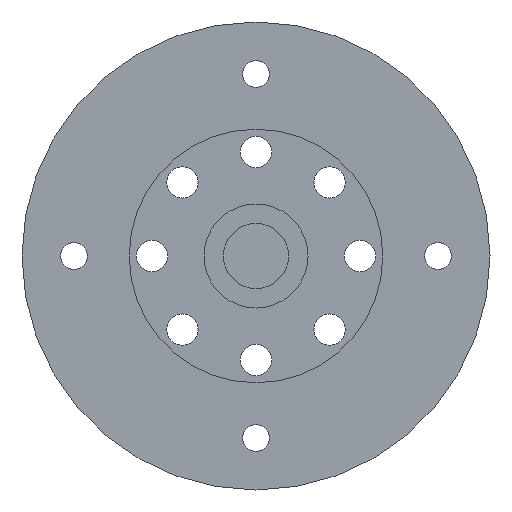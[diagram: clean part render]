
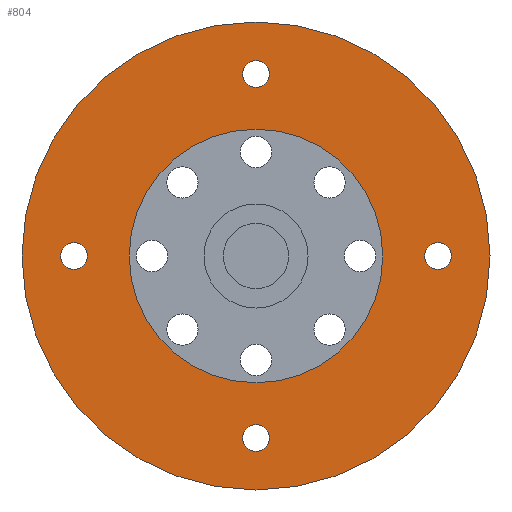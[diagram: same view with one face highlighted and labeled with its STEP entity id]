
A CAD part, left-side view. The second image highlights one B-rep face of the part: STEP entity #804.
In plain terms, the highlighted planar face has unit normal (-1, 0, 0).
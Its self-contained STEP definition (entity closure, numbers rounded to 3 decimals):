
#27 = VERTEX_POINT ( 'NONE', #495 ) ;
#31 = CARTESIAN_POINT ( 'NONE',  ( 7., 0., -15.025 ) ) ;
#44 = CARTESIAN_POINT ( 'NONE',  ( 7., -14., 0. ) ) ;
#71 = EDGE_CURVE ( 'NONE', #933, #155, #696, .T. ) ;
#82 = VERTEX_POINT ( 'NONE', #31 ) ;
#89 = ORIENTED_EDGE ( 'NONE', *, *, #1038, .T. ) ;
#125 = CARTESIAN_POINT ( 'NONE',  ( 7., 0., -14. ) ) ;
#137 = DIRECTION ( 'NONE',  ( 0., 0., -1. ) ) ;
#141 = CARTESIAN_POINT ( 'NONE',  ( 7., 0., 0. ) ) ;
#152 = CARTESIAN_POINT ( 'NONE',  ( 7., -14., 1.025 ) ) ;
#155 = VERTEX_POINT ( 'NONE', #1690 ) ;
#189 = EDGE_LOOP ( 'NONE', ( #1228, #241 ) ) ;
#228 = FACE_BOUND ( 'NONE', #1295, .T. ) ;
#241 = ORIENTED_EDGE ( 'NONE', *, *, #1446, .T. ) ;
#262 = DIRECTION ( 'NONE',  ( 0., 0., -1. ) ) ;
#268 = CIRCLE ( 'NONE', #1056, 1.025 ) ;
#303 = AXIS2_PLACEMENT_3D ( 'NONE', #1378, #1847, #912 ) ;
#312 = VERTEX_POINT ( 'NONE', #1916 ) ;
#316 = EDGE_CURVE ( 'NONE', #312, #1155, #268, .T. ) ;
#326 = EDGE_CURVE ( 'NONE', #883, #1204, #1294, .T. ) ;
#348 = DIRECTION ( 'NONE',  ( 1., 0., 0. ) ) ;
#374 = EDGE_LOOP ( 'NONE', ( #1145, #1350 ) ) ;
#389 = FACE_BOUND ( 'NONE', #374, .T. ) ;
#400 = DIRECTION ( 'NONE',  ( 1., 0., 0. ) ) ;
#406 = CARTESIAN_POINT ( 'NONE',  ( 7., 0., 12.975 ) ) ;
#462 = AXIS2_PLACEMENT_3D ( 'NONE', #1596, #501, #485 ) ;
#479 = AXIS2_PLACEMENT_3D ( 'NONE', #125, #583, #1650 ) ;
#485 = DIRECTION ( 'NONE',  ( 0., 0., -1. ) ) ;
#495 = CARTESIAN_POINT ( 'NONE',  ( 7., 0., 9.75 ) ) ;
#501 = DIRECTION ( 'NONE',  ( 1., 0., 0. ) ) ;
#510 = DIRECTION ( 'NONE',  ( 0., 0., -1. ) ) ;
#516 = VERTEX_POINT ( 'NONE', #1521 ) ;
#519 = CARTESIAN_POINT ( 'NONE',  ( 7., 0., 0. ) ) ;
#543 = CIRCLE ( 'NONE', #1111, 1.025 ) ;
#573 = CIRCLE ( 'NONE', #1131, 1.025 ) ;
#583 = DIRECTION ( 'NONE',  ( 1., 0., 0. ) ) ;
#614 = DIRECTION ( 'NONE',  ( 0., 0., -1. ) ) ;
#649 = EDGE_CURVE ( 'NONE', #1342, #27, #1501, .T. ) ;
#663 = EDGE_CURVE ( 'NONE', #1204, #883, #895, .T. ) ;
#674 = ORIENTED_EDGE ( 'NONE', *, *, #649, .T. ) ;
#696 = CIRCLE ( 'NONE', #1235, 1.025 ) ;
#702 = ORIENTED_EDGE ( 'NONE', *, *, #1227, .F. ) ;
#710 = DIRECTION ( 'NONE',  ( 1., 0., 0. ) ) ;
#715 = CARTESIAN_POINT ( 'NONE',  ( 7., 0., 0. ) ) ;
#728 = CIRCLE ( 'NONE', #1734, 18. ) ;
#735 = DIRECTION ( 'NONE',  ( 1., 0., 0. ) ) ;
#754 = DIRECTION ( 'NONE',  ( 1., 0., 0. ) ) ;
#756 = CIRCLE ( 'NONE', #1202, 18. ) ;
#766 = AXIS2_PLACEMENT_3D ( 'NONE', #798, #1753, #1246 ) ;
#774 = DIRECTION ( 'NONE',  ( 0., 0., -1. ) ) ;
#798 = CARTESIAN_POINT ( 'NONE',  ( 7., 0., 14. ) ) ;
#804 = ADVANCED_FACE ( 'NONE', ( #228, #1140, #1448, #389, #1716, #1725 ), #969, .F. ) ;
#855 = CARTESIAN_POINT ( 'NONE',  ( 7., 14., 0. ) ) ;
#868 = CARTESIAN_POINT ( 'NONE',  ( 7., 0., 14. ) ) ;
#883 = VERTEX_POINT ( 'NONE', #1406 ) ;
#895 = CIRCLE ( 'NONE', #942, 1.025 ) ;
#912 = DIRECTION ( 'NONE',  ( 0., 0., -1. ) ) ;
#932 = CARTESIAN_POINT ( 'NONE',  ( 7., 0., -18. ) ) ;
#933 = VERTEX_POINT ( 'NONE', #152 ) ;
#942 = AXIS2_PLACEMENT_3D ( 'NONE', #1514, #754, #614 ) ;
#947 = CIRCLE ( 'NONE', #766, 1.025 ) ;
#969 = PLANE ( 'NONE',  #1814 ) ;
#1012 = DIRECTION ( 'NONE',  ( 1., 0., 0. ) ) ;
#1015 = ORIENTED_EDGE ( 'NONE', *, *, #663, .T. ) ;
#1038 = EDGE_CURVE ( 'NONE', #155, #933, #543, .T. ) ;
#1056 = AXIS2_PLACEMENT_3D ( 'NONE', #868, #1476, #262 ) ;
#1090 = DIRECTION ( 'NONE',  ( 1., 0., 0. ) ) ;
#1091 = CARTESIAN_POINT ( 'NONE',  ( 7., -14., 0. ) ) ;
#1111 = AXIS2_PLACEMENT_3D ( 'NONE', #44, #1090, #1384 ) ;
#1125 = ORIENTED_EDGE ( 'NONE', *, *, #326, .T. ) ;
#1131 = AXIS2_PLACEMENT_3D ( 'NONE', #1194, #735, #1804 ) ;
#1134 = EDGE_CURVE ( 'NONE', #1155, #312, #947, .T. ) ;
#1140 = FACE_BOUND ( 'NONE', #189, .T. ) ;
#1145 = ORIENTED_EDGE ( 'NONE', *, *, #1134, .T. ) ;
#1150 = EDGE_CURVE ( 'NONE', #27, #1342, #1264, .T. ) ;
#1155 = VERTEX_POINT ( 'NONE', #406 ) ;
#1194 = CARTESIAN_POINT ( 'NONE',  ( 7., 0., -14. ) ) ;
#1202 = AXIS2_PLACEMENT_3D ( 'NONE', #141, #1449, #1297 ) ;
#1204 = VERTEX_POINT ( 'NONE', #1763 ) ;
#1227 = EDGE_CURVE ( 'NONE', #1647, #516, #728, .T. ) ;
#1228 = ORIENTED_EDGE ( 'NONE', *, *, #1463, .T. ) ;
#1235 = AXIS2_PLACEMENT_3D ( 'NONE', #1091, #348, #774 ) ;
#1246 = DIRECTION ( 'NONE',  ( 0., 0., -1. ) ) ;
#1264 = CIRCLE ( 'NONE', #462, 9.75 ) ;
#1282 = EDGE_LOOP ( 'NONE', ( #1873, #674 ) ) ;
#1294 = CIRCLE ( 'NONE', #1681, 1.025 ) ;
#1295 = EDGE_LOOP ( 'NONE', ( #1015, #1125 ) ) ;
#1297 = DIRECTION ( 'NONE',  ( 0., 0., -1. ) ) ;
#1341 = EDGE_CURVE ( 'NONE', #516, #1647, #756, .T. ) ;
#1342 = VERTEX_POINT ( 'NONE', #1601 ) ;
#1350 = ORIENTED_EDGE ( 'NONE', *, *, #316, .T. ) ;
#1378 = CARTESIAN_POINT ( 'NONE',  ( 7., 0., 0. ) ) ;
#1384 = DIRECTION ( 'NONE',  ( 0., 0., -1. ) ) ;
#1406 = CARTESIAN_POINT ( 'NONE',  ( 7., 14., 1.025 ) ) ;
#1446 = EDGE_CURVE ( 'NONE', #1732, #82, #573, .T. ) ;
#1448 = FACE_BOUND ( 'NONE', #1846, .T. ) ;
#1449 = DIRECTION ( 'NONE',  ( 1., 0., 0. ) ) ;
#1463 = EDGE_CURVE ( 'NONE', #82, #1732, #1674, .T. ) ;
#1476 = DIRECTION ( 'NONE',  ( 1., 0., 0. ) ) ;
#1501 = CIRCLE ( 'NONE', #303, 9.75 ) ;
#1514 = CARTESIAN_POINT ( 'NONE',  ( 7., 14., 0. ) ) ;
#1521 = CARTESIAN_POINT ( 'NONE',  ( 7., 0., 18. ) ) ;
#1596 = CARTESIAN_POINT ( 'NONE',  ( 7., 0., 0. ) ) ;
#1601 = CARTESIAN_POINT ( 'NONE',  ( 7., 0., -9.75 ) ) ;
#1603 = ORIENTED_EDGE ( 'NONE', *, *, #1341, .F. ) ;
#1647 = VERTEX_POINT ( 'NONE', #932 ) ;
#1650 = DIRECTION ( 'NONE',  ( 0., 0., -1. ) ) ;
#1674 = CIRCLE ( 'NONE', #479, 1.025 ) ;
#1681 = AXIS2_PLACEMENT_3D ( 'NONE', #855, #710, #1769 ) ;
#1690 = CARTESIAN_POINT ( 'NONE',  ( 7., -14., -1.025 ) ) ;
#1716 = FACE_BOUND ( 'NONE', #1282, .T. ) ;
#1725 = FACE_OUTER_BOUND ( 'NONE', #1875, .T. ) ;
#1732 = VERTEX_POINT ( 'NONE', #1738 ) ;
#1734 = AXIS2_PLACEMENT_3D ( 'NONE', #715, #1012, #137 ) ;
#1738 = CARTESIAN_POINT ( 'NONE',  ( 7., 0., -12.975 ) ) ;
#1753 = DIRECTION ( 'NONE',  ( 1., 0., 0. ) ) ;
#1763 = CARTESIAN_POINT ( 'NONE',  ( 7., 14., -1.025 ) ) ;
#1769 = DIRECTION ( 'NONE',  ( 0., 0., -1. ) ) ;
#1804 = DIRECTION ( 'NONE',  ( 0., 0., -1. ) ) ;
#1814 = AXIS2_PLACEMENT_3D ( 'NONE', #519, #400, #510 ) ;
#1846 = EDGE_LOOP ( 'NONE', ( #89, #1896 ) ) ;
#1847 = DIRECTION ( 'NONE',  ( 1., 0., 0. ) ) ;
#1873 = ORIENTED_EDGE ( 'NONE', *, *, #1150, .T. ) ;
#1875 = EDGE_LOOP ( 'NONE', ( #1603, #702 ) ) ;
#1896 = ORIENTED_EDGE ( 'NONE', *, *, #71, .T. ) ;
#1916 = CARTESIAN_POINT ( 'NONE',  ( 7., 0., 15.025 ) ) ;
